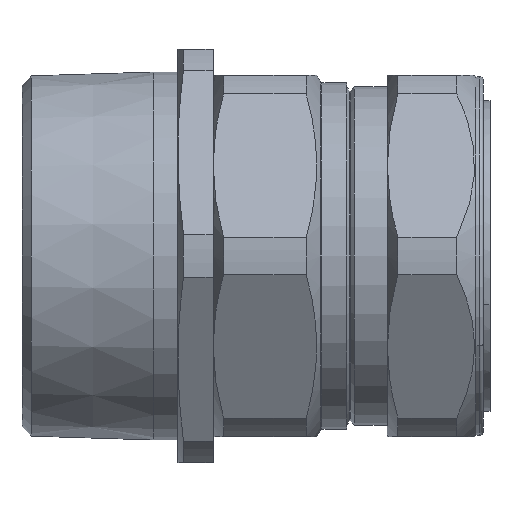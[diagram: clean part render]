
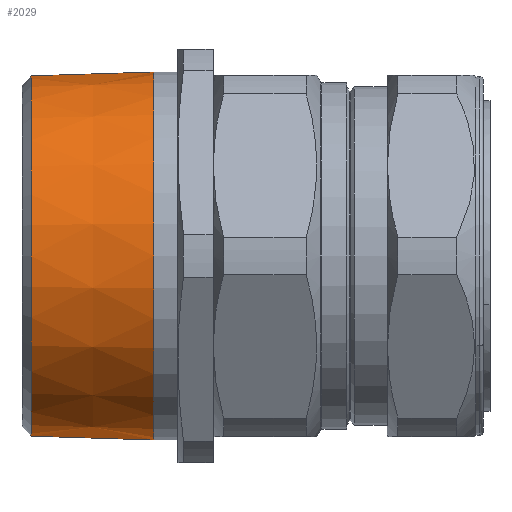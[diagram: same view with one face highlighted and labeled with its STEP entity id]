
A CAD part, front view. The second image highlights one B-rep face of the part: STEP entity #2029.
In plain terms, the highlighted conical face has half-angle 1.78 degrees and reference radius 50.9 mm.
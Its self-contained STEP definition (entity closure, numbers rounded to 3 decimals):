
#129 = VERTEX_POINT ( 'NONE', #1642 ) ;
#141 = EDGE_CURVE ( 'NONE', #1326, #129, #3231, .T. ) ;
#188 = CARTESIAN_POINT ( 'NONE',  ( -42.7, 0., -50.9 ) ) ;
#318 = DIRECTION ( 'NONE',  ( 0., 0., 1. ) ) ;
#375 = DIRECTION ( 'NONE',  ( 0., 0., -1. ) ) ;
#538 = DIRECTION ( 'NONE',  ( 1., 0., 0.031 ) ) ;
#628 = EDGE_LOOP ( 'NONE', ( #2825, #1412, #632, #1445 ) ) ;
#632 = ORIENTED_EDGE ( 'NONE', *, *, #3372, .T. ) ;
#646 = CARTESIAN_POINT ( 'NONE',  ( -42.7, 0., 0. ) ) ;
#704 = AXIS2_PLACEMENT_3D ( 'NONE', #2622, #2580, #2911 ) ;
#815 = CARTESIAN_POINT ( 'NONE',  ( -76.661, 0., -49.845 ) ) ;
#840 = CARTESIAN_POINT ( 'NONE',  ( -42.7, 0., 0. ) ) ;
#896 = CIRCLE ( 'NONE', #704, 49.845 ) ;
#972 = LINE ( 'NONE', #1139, #1513 ) ;
#1055 = EDGE_CURVE ( 'NONE', #2442, #1111, #896, .T. ) ;
#1111 = VERTEX_POINT ( 'NONE', #815 ) ;
#1139 = CARTESIAN_POINT ( 'NONE',  ( -42.7, 0., -50.9 ) ) ;
#1326 = VERTEX_POINT ( 'NONE', #188 ) ;
#1412 = ORIENTED_EDGE ( 'NONE', *, *, #1055, .T. ) ;
#1445 = ORIENTED_EDGE ( 'NONE', *, *, #141, .T. ) ;
#1513 = VECTOR ( 'NONE', #2458, 1000. ) ;
#1642 = CARTESIAN_POINT ( 'NONE',  ( -42.7, 0., 50.9 ) ) ;
#1912 = CARTESIAN_POINT ( 'NONE',  ( -76.661, 0., 49.845 ) ) ;
#2029 = ADVANCED_FACE ( 'NONE', ( #2767 ), #2053, .T. ) ;
#2053 = CONICAL_SURFACE ( 'NONE', #2116, 50.9, 0.031 ) ;
#2116 = AXIS2_PLACEMENT_3D ( 'NONE', #646, #2739, #375 ) ;
#2290 = EDGE_CURVE ( 'NONE', #2442, #129, #3177, .T. ) ;
#2442 = VERTEX_POINT ( 'NONE', #1912 ) ;
#2458 = DIRECTION ( 'NONE',  ( 1., 0., -0.031 ) ) ;
#2546 = VECTOR ( 'NONE', #538, 1000. ) ;
#2580 = DIRECTION ( 'NONE',  ( 1., 0., 0. ) ) ;
#2617 = CARTESIAN_POINT ( 'NONE',  ( -42.7, 0., 50.9 ) ) ;
#2622 = CARTESIAN_POINT ( 'NONE',  ( -76.661, 0., 0. ) ) ;
#2739 = DIRECTION ( 'NONE',  ( 1., 0., 0. ) ) ;
#2767 = FACE_OUTER_BOUND ( 'NONE', #628, .T. ) ;
#2792 = AXIS2_PLACEMENT_3D ( 'NONE', #840, #3234, #318 ) ;
#2825 = ORIENTED_EDGE ( 'NONE', *, *, #2290, .F. ) ;
#2911 = DIRECTION ( 'NONE',  ( 0., 0., -1. ) ) ;
#3177 = LINE ( 'NONE', #2617, #2546 ) ;
#3231 = CIRCLE ( 'NONE', #2792, 50.9 ) ;
#3234 = DIRECTION ( 'NONE',  ( -1., 0., 0. ) ) ;
#3372 = EDGE_CURVE ( 'NONE', #1111, #1326, #972, .T. ) ;
